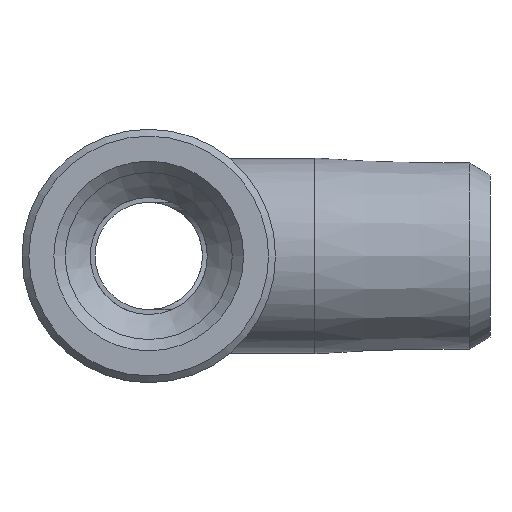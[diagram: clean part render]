
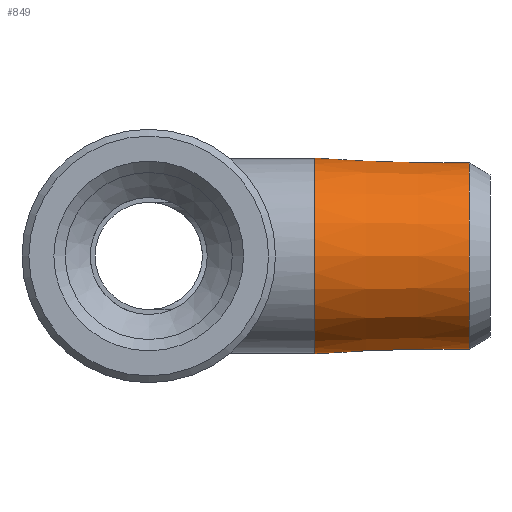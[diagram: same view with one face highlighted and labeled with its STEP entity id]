
A CAD part, left-side view. The second image highlights one B-rep face of the part: STEP entity #849.
In plain terms, the highlighted conical face has half-angle 1.788 degrees and reference radius 5.02 mm.
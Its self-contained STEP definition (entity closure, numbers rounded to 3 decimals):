
#43=CONICAL_SURFACE('',#933,5.02,0.031);
#234=ORIENTED_EDGE('',*,*,#471,.F.);
#235=ORIENTED_EDGE('',*,*,#470,.T.);
#470=EDGE_CURVE('',#588,#588,#646,.T.);
#471=EDGE_CURVE('',#589,#589,#647,.T.);
#588=VERTEX_POINT('',#1415);
#589=VERTEX_POINT('',#1418);
#646=CIRCLE('',#932,5.02);
#647=CIRCLE('',#934,4.772);
#685=EDGE_LOOP('',(#234));
#686=EDGE_LOOP('',(#235));
#759=FACE_BOUND('',#685,.T.);
#760=FACE_BOUND('',#686,.T.);
#849=ADVANCED_FACE('',(#759,#760),#43,.T.);
#932=AXIS2_PLACEMENT_3D('',#1414,#1067,#1068);
#933=AXIS2_PLACEMENT_3D('',#1416,#1069,#1070);
#934=AXIS2_PLACEMENT_3D('',#1417,#1071,#1072);
#1067=DIRECTION('',(0.,-1.,0.));
#1068=DIRECTION('',(1.,0.,0.));
#1069=DIRECTION('',(0.,1.,0.));
#1070=DIRECTION('',(-1.,0.,0.));
#1071=DIRECTION('',(0.,-1.,0.));
#1072=DIRECTION('',(1.,0.,0.));
#1414=CARTESIAN_POINT('',(0.,-8.511,0.));
#1415=CARTESIAN_POINT('',(5.02,-8.511,0.));
#1416=CARTESIAN_POINT('',(0.,-8.511,0.));
#1417=CARTESIAN_POINT('',(0.,-16.436,0.));
#1418=CARTESIAN_POINT('',(4.772,-16.436,0.));
